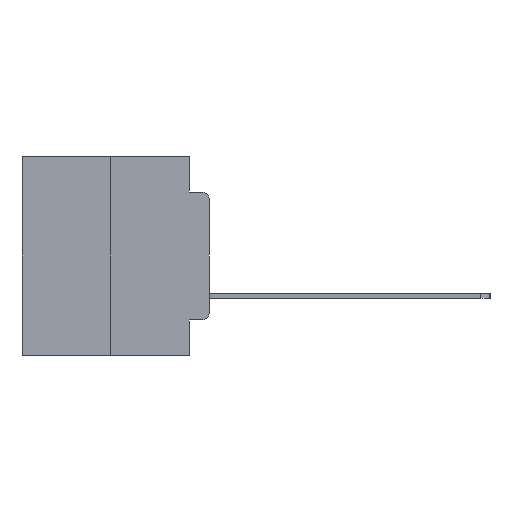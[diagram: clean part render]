
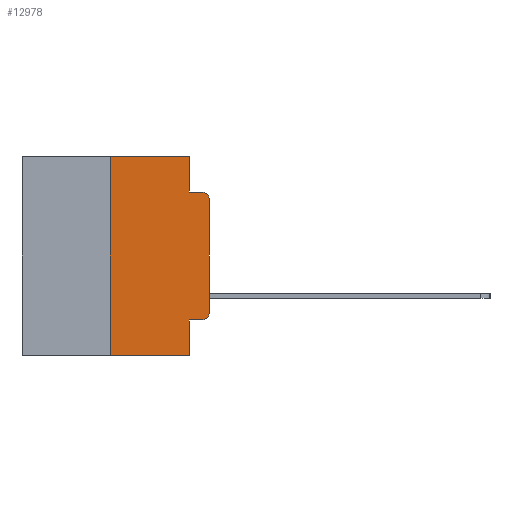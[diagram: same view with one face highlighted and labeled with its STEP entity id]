
A CAD part, left-side view. The second image highlights one B-rep face of the part: STEP entity #12978.
In plain terms, the highlighted planar face has unit normal (-1, 0, 0).
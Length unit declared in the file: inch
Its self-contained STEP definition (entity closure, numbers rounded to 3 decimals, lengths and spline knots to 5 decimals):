
#201 = CARTESIAN_POINT ( 'NONE',  ( 0., 0.051, -0.0885 ) ) ;
#967 = ORIENTED_EDGE ( 'NONE', *, *, #2729, .F. ) ;
#1257 = CARTESIAN_POINT ( 'NONE',  ( 0., 0.051, 0. ) ) ;
#1318 = EDGE_CURVE ( 'NONE', #10051, #22392, #16851, .T. ) ;
#1358 = AXIS2_PLACEMENT_3D ( 'NONE', #16121, #2318, #16198 ) ;
#1969 = AXIS2_PLACEMENT_3D ( 'NONE', #16086, #4289, #17984 ) ;
#2295 = ORIENTED_EDGE ( 'NONE', *, *, #24984, .F. ) ;
#2318 = DIRECTION ( 'NONE',  ( 1., 0., 0. ) ) ;
#2729 = EDGE_CURVE ( 'NONE', #22392, #6954, #5919, .T. ) ;
#2812 = CIRCLE ( 'NONE', #23388, 0.02 ) ;
#3559 = CARTESIAN_POINT ( 'NONE',  ( 0., 0.02, -0.4115 ) ) ;
#4040 = LINE ( 'NONE', #4201, #8154 ) ;
#4201 = CARTESIAN_POINT ( 'NONE',  ( 0., 0.051, 0. ) ) ;
#4289 = DIRECTION ( 'NONE',  ( -1., 0., 0. ) ) ;
#5749 = VERTEX_POINT ( 'NONE', #21801 ) ;
#5919 = LINE ( 'NONE', #21873, #20211 ) ;
#6008 = CARTESIAN_POINT ( 'NONE',  ( 0., 0., -0.1085 ) ) ;
#6633 = VERTEX_POINT ( 'NONE', #3559 ) ;
#6840 = EDGE_CURVE ( 'NONE', #10695, #6954, #11318, .T. ) ;
#6954 = VERTEX_POINT ( 'NONE', #24099 ) ;
#7709 = DIRECTION ( 'NONE',  ( 0., -1., 0. ) ) ;
#7861 = VECTOR ( 'NONE', #10150, 39.37008 ) ;
#7952 = VECTOR ( 'NONE', #13718, 39.37008 ) ;
#8154 = VECTOR ( 'NONE', #23678, 39.37008 ) ;
#9611 = ORIENTED_EDGE ( 'NONE', *, *, #12621, .T. ) ;
#10051 = VERTEX_POINT ( 'NONE', #13194 ) ;
#10150 = DIRECTION ( 'NONE',  ( 0., -1., 0. ) ) ;
#10695 = VERTEX_POINT ( 'NONE', #6008 ) ;
#10842 = EDGE_CURVE ( 'NONE', #18224, #10695, #16231, .T. ) ;
#11055 = LINE ( 'NONE', #21232, #19469 ) ;
#11091 = VECTOR ( 'NONE', #14197, 39.37008 ) ;
#11315 = DIRECTION ( 'NONE',  ( -1., 0., 0. ) ) ;
#11318 = CIRCLE ( 'NONE', #1969, 0.02 ) ;
#11719 = ORIENTED_EDGE ( 'NONE', *, *, #1318, .F. ) ;
#12621 = EDGE_CURVE ( 'NONE', #6633, #18224, #2812, .T. ) ;
#12939 = ORIENTED_EDGE ( 'NONE', *, *, #22872, .F. ) ;
#12978 = ADVANCED_FACE ( 'NONE', ( #25391 ), #14274, .F. ) ;
#13194 = CARTESIAN_POINT ( 'NONE',  ( 0., 0.051, 0. ) ) ;
#13330 = VERTEX_POINT ( 'NONE', #20918 ) ;
#13718 = DIRECTION ( 'NONE',  ( 0., 0., 1. ) ) ;
#13784 = LINE ( 'NONE', #23322, #7952 ) ;
#13942 = DIRECTION ( 'NONE',  ( 0., -1., 0. ) ) ;
#14197 = DIRECTION ( 'NONE',  ( 0., 0., 1. ) ) ;
#14274 = PLANE ( 'NONE',  #1358 ) ;
#14771 = ORIENTED_EDGE ( 'NONE', *, *, #17757, .T. ) ;
#15072 = ORIENTED_EDGE ( 'NONE', *, *, #6840, .T. ) ;
#15359 = CARTESIAN_POINT ( 'NONE',  ( 0., 0., -0.3915 ) ) ;
#15891 = CARTESIAN_POINT ( 'NONE',  ( 0., 0.051, -0.4115 ) ) ;
#15905 = CARTESIAN_POINT ( 'NONE',  ( 0., 0.473, 0. ) ) ;
#16018 = DIRECTION ( 'NONE',  ( 0., -1., 0. ) ) ;
#16086 = CARTESIAN_POINT ( 'NONE',  ( 0., 0.02, -0.1085 ) ) ;
#16121 = CARTESIAN_POINT ( 'NONE',  ( 0., 0.473, 0. ) ) ;
#16198 = DIRECTION ( 'NONE',  ( 0., 0., -1. ) ) ;
#16231 = LINE ( 'NONE', #21869, #11091 ) ;
#16257 = ORIENTED_EDGE ( 'NONE', *, *, #10842, .T. ) ;
#16851 = LINE ( 'NONE', #1257, #21931 ) ;
#17757 = EDGE_CURVE ( 'NONE', #18201, #6633, #21189, .T. ) ;
#17926 = EDGE_LOOP ( 'NONE', ( #16257, #15072, #967, #11719, #2295, #12939, #18641, #23736, #14771, #9611 ) ) ;
#17984 = DIRECTION ( 'NONE',  ( 0., 0., -1. ) ) ;
#18169 = DIRECTION ( 'NONE',  ( 0., 0., -1. ) ) ;
#18201 = VERTEX_POINT ( 'NONE', #24797 ) ;
#18224 = VERTEX_POINT ( 'NONE', #15359 ) ;
#18641 = ORIENTED_EDGE ( 'NONE', *, *, #22809, .T. ) ;
#19058 = EDGE_CURVE ( 'NONE', #18201, #23359, #4040, .T. ) ;
#19469 = VECTOR ( 'NONE', #7709, 39.37008 ) ;
#19490 = CARTESIAN_POINT ( 'NONE',  ( 0., 0.051, -0.5 ) ) ;
#19990 = VECTOR ( 'NONE', #13942, 39.37008 ) ;
#20211 = VECTOR ( 'NONE', #16018, 39.37008 ) ;
#20918 = CARTESIAN_POINT ( 'NONE',  ( 0., 0.25, 0. ) ) ;
#21189 = LINE ( 'NONE', #15891, #19990 ) ;
#21232 = CARTESIAN_POINT ( 'NONE',  ( 0., 0.473, -0.5 ) ) ;
#21801 = CARTESIAN_POINT ( 'NONE',  ( 0., 0.25, -0.5 ) ) ;
#21869 = CARTESIAN_POINT ( 'NONE',  ( 0., 0., 0. ) ) ;
#21873 = CARTESIAN_POINT ( 'NONE',  ( 0., 0.051, -0.0885 ) ) ;
#21931 = VECTOR ( 'NONE', #18169, 39.37008 ) ;
#22392 = VERTEX_POINT ( 'NONE', #201 ) ;
#22648 = LINE ( 'NONE', #15905, #7861 ) ;
#22785 = CARTESIAN_POINT ( 'NONE',  ( 0., 0.02, -0.3915 ) ) ;
#22809 = EDGE_CURVE ( 'NONE', #5749, #23359, #11055, .T. ) ;
#22872 = EDGE_CURVE ( 'NONE', #5749, #13330, #13784, .T. ) ;
#23322 = CARTESIAN_POINT ( 'NONE',  ( 0., 0.25, 0. ) ) ;
#23359 = VERTEX_POINT ( 'NONE', #19490 ) ;
#23388 = AXIS2_PLACEMENT_3D ( 'NONE', #22785, #11315, #24734 ) ;
#23678 = DIRECTION ( 'NONE',  ( 0., 0., -1. ) ) ;
#23736 = ORIENTED_EDGE ( 'NONE', *, *, #19058, .F. ) ;
#24099 = CARTESIAN_POINT ( 'NONE',  ( 0., 0.02, -0.0885 ) ) ;
#24734 = DIRECTION ( 'NONE',  ( 0., 0., -1. ) ) ;
#24797 = CARTESIAN_POINT ( 'NONE',  ( 0., 0.051, -0.4115 ) ) ;
#24984 = EDGE_CURVE ( 'NONE', #13330, #10051, #22648, .T. ) ;
#25391 = FACE_OUTER_BOUND ( 'NONE', #17926, .T. ) ;
